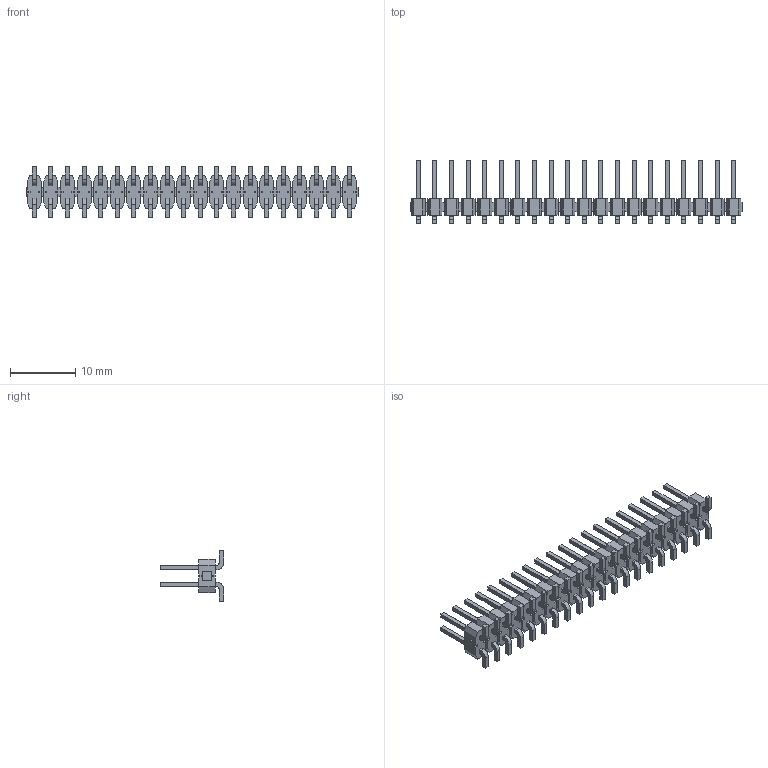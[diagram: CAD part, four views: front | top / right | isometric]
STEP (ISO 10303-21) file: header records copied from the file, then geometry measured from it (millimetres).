
FILE_DESCRIPTION( ( 'STEP AP214' ), '1' );
FILE_NAME( 'TSM-120-01-TM-DV.stp', '2020-05-01T21:33:03', ( 'License CC BY-ND 4.0' ), ( 'CADENAS' ), ' ', 'PARTsolutions', ' ' );
FILE_SCHEMA( ( 'AUTOMOTIVE_DESIGN { 1 0 10303 214 1 1 1 1 }' ) );
Length unit declared in the file: inch
Products named in the file (3): TSM-120-01-TM-DV; _TSM-120-01-DV_body; _T-1S6-16(-01-20-DV)
Assembly tree (2 placements, depth 2):
  TSM-120-01-TM-DV
    _TSM-120-01-DV_body
    _T-1S6-16(-01-20-DV)
Bounding box: 50.8 x 9.65 x 7.7 mm (x, y, z)
Volume: 685.6 mm3; surface area: 2630.4 mm2
Topology: 2 solids, 2 shells, 1364 faces, 4080 edges, 2720 vertices
Faces by surface type: plane 1284, cylinder 80
Entity records: 56210 total; most frequent: CARTESIAN_POINT 8167, ORIENTED_EDGE 8160, DIRECTION 6974, EDGE_CURVE 4080, LINE 3920, VECTOR 3920, VERTEX_POINT 2720, AXIS2_PLACEMENT_3D 1527
